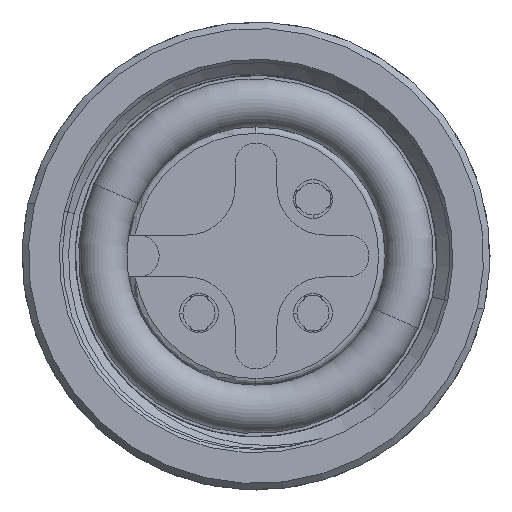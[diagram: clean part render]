
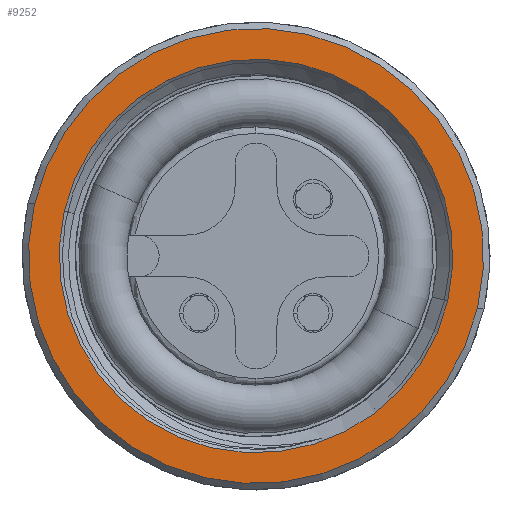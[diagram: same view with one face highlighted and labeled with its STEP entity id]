
A CAD part, left-side view. The second image highlights one B-rep face of the part: STEP entity #9252.
In plain terms, the highlighted face is planar.
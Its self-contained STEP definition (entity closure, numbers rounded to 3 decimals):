
#631 = ORIENTED_EDGE ( 'NONE', *, *, #25610, .T. ) ;
#1343 = CARTESIAN_POINT ( 'NONE',  ( 11., 0., 6.1 ) ) ;
#1402 = AXIS2_PLACEMENT_3D ( 'NONE', #16435, #18786, #29176 ) ;
#1668 = DIRECTION ( 'NONE',  ( 0., 0., 1. ) ) ;
#2016 = CIRCLE ( 'NONE', #12597, 6.1 ) ;
#6403 = CARTESIAN_POINT ( 'NONE',  ( 11., 0., 0. ) ) ;
#7901 = PLANE ( 'NONE',  #30208 ) ;
#8658 = DIRECTION ( 'NONE',  ( 0., 0., 1. ) ) ;
#9218 = DIRECTION ( 'NONE',  ( 0., 0., 1. ) ) ;
#9252 = ADVANCED_FACE ( 'NONE', ( #20604, #12182 ), #7901, .F. ) ;
#10072 = EDGE_LOOP ( 'NONE', ( #26952, #29549 ) ) ;
#10129 = DIRECTION ( 'NONE',  ( 0., 0., 1. ) ) ;
#10465 = CARTESIAN_POINT ( 'NONE',  ( 11., 7.25, 0. ) ) ;
#11739 = CIRCLE ( 'NONE', #12017, 7.05 ) ;
#12017 = AXIS2_PLACEMENT_3D ( 'NONE', #21634, #16534, #9218 ) ;
#12182 = FACE_BOUND ( 'NONE', #10072, .T. ) ;
#12277 = CARTESIAN_POINT ( 'NONE',  ( 11., 0., -7.05 ) ) ;
#12569 = EDGE_CURVE ( 'NONE', #28841, #30068, #11739, .T. ) ;
#12597 = AXIS2_PLACEMENT_3D ( 'NONE', #24213, #24324, #8658 ) ;
#14094 = CIRCLE ( 'NONE', #32874, 7.05 ) ;
#16108 = EDGE_CURVE ( 'NONE', #24744, #27084, #16615, .T. ) ;
#16435 = CARTESIAN_POINT ( 'NONE',  ( 11., 0., 0. ) ) ;
#16534 = DIRECTION ( 'NONE',  ( 1., 0., 0. ) ) ;
#16615 = CIRCLE ( 'NONE', #1402, 6.1 ) ;
#16925 = DIRECTION ( 'NONE',  ( 1., 0., 0. ) ) ;
#18489 = ORIENTED_EDGE ( 'NONE', *, *, #12569, .T. ) ;
#18786 = DIRECTION ( 'NONE',  ( -1., 0., 0. ) ) ;
#19099 = EDGE_CURVE ( 'NONE', #27084, #24744, #2016, .T. ) ;
#20604 = FACE_OUTER_BOUND ( 'NONE', #24114, .T. ) ;
#21634 = CARTESIAN_POINT ( 'NONE',  ( 11., 0., 0. ) ) ;
#24114 = EDGE_LOOP ( 'NONE', ( #18489, #631 ) ) ;
#24213 = CARTESIAN_POINT ( 'NONE',  ( 11., 0., 0. ) ) ;
#24324 = DIRECTION ( 'NONE',  ( -1., 0., 0. ) ) ;
#24744 = VERTEX_POINT ( 'NONE', #31372 ) ;
#25610 = EDGE_CURVE ( 'NONE', #30068, #28841, #14094, .T. ) ;
#26952 = ORIENTED_EDGE ( 'NONE', *, *, #16108, .T. ) ;
#27084 = VERTEX_POINT ( 'NONE', #1343 ) ;
#28841 = VERTEX_POINT ( 'NONE', #31857 ) ;
#29176 = DIRECTION ( 'NONE',  ( 0., 0., 1. ) ) ;
#29549 = ORIENTED_EDGE ( 'NONE', *, *, #19099, .T. ) ;
#30068 = VERTEX_POINT ( 'NONE', #12277 ) ;
#30208 = AXIS2_PLACEMENT_3D ( 'NONE', #10465, #33238, #10129 ) ;
#31372 = CARTESIAN_POINT ( 'NONE',  ( 11., 0., -6.1 ) ) ;
#31857 = CARTESIAN_POINT ( 'NONE',  ( 11., 0., 7.05 ) ) ;
#32874 = AXIS2_PLACEMENT_3D ( 'NONE', #6403, #16925, #1668 ) ;
#33238 = DIRECTION ( 'NONE',  ( -1., 0., 0. ) ) ;
